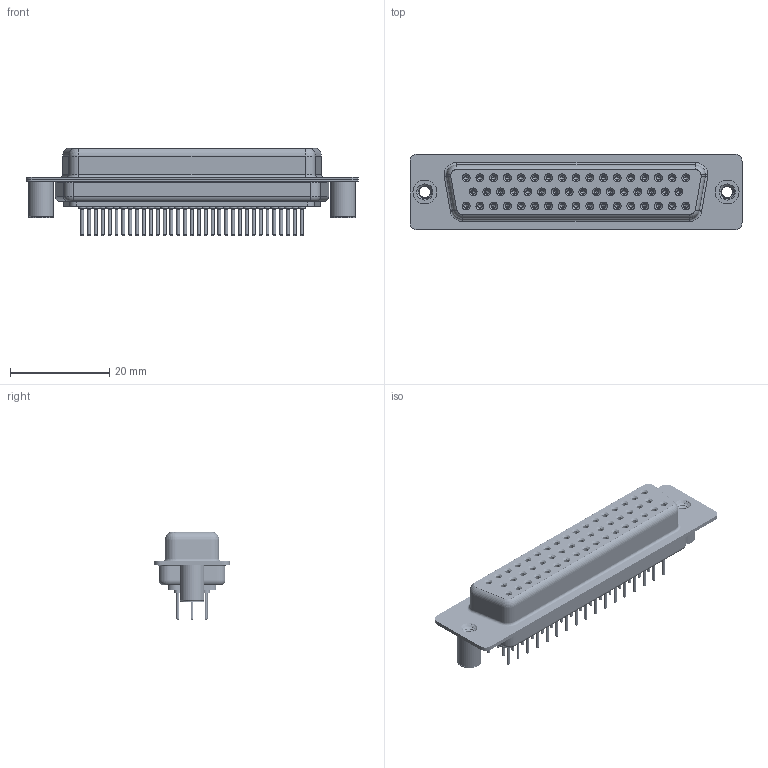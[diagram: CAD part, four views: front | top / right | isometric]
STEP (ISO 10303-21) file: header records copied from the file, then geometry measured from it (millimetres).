
FILE_DESCRIPTION (( 'STEP AP203' ), '1' );
FILE_NAME ('628-M50-621-WT3.STEP', '2020-07-17T10:02:49', ( '' ), ( '' ), 'SwSTEP 2.0', 'SolidWorks 2020', '' );
FILE_SCHEMA (( 'CONFIG_CONTROL_DESIGN' ));
Length unit declared in the file: millimetre
Products named in the file (8): 628M Shell Rear_50 Contacts; 628-M50-621-WT3; 628M Contact Row 2_21; 628M Contact Row 1_21; 628M Shell Front_50 Contacts; 628M Contact Row 3_21; 628M 4-40 Threaded Board Spacer; 628M Housing_50 Contacts
Assembly tree (55 placements, depth 2):
  628-M50-621-WT3
    628M Housing_50 Contacts
    628M Shell Front_50 Contacts
    628M Shell Rear_50 Contacts
    628M Contact Row 1_21  x17
    628M Contact Row 2_21  x16
    628M Contact Row 3_21  x17
    628M 4-40 Threaded Board Spacer  x2
Bounding box: 67 x 15.3 x 17.6 mm (x, y, z)
Volume: 6744.7 mm3; surface area: 15296.5 mm2
Topology: 55 solids, 55 shells, 3063 faces, 7069 edges, 4327 vertices
Faces by surface type: cylinder 1111, plane 817, torus 761, cone 368, bspline 6
Entity records: 33597 total; most frequent: CARTESIAN_POINT 6832, DIRECTION 5775, ORIENTED_EDGE 4668, AXIS2_PLACEMENT_3D 2464, EDGE_CURVE 2334, VERTEX_POINT 1477, CIRCLE 1370, EDGE_LOOP 1321
